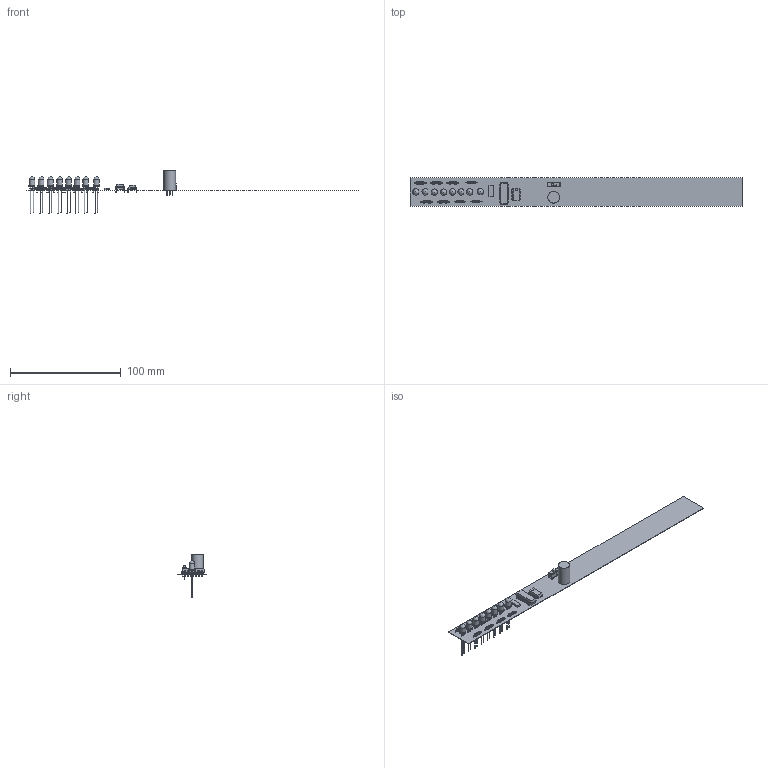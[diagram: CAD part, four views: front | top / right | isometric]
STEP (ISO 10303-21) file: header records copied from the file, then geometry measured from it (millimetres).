
FILE_DESCRIPTION(('Open CASCADE Model'),'2;1');
FILE_NAME('Open CASCADE Shape Model','2023-01-10T23:09:53',('Author'),( 'Open CASCADE'),'Open CASCADE STEP processor 6.8','Open CASCADE 6.8' ,'Unknown');
FILE_SCHEMA(('AUTOMOTIVE_DESIGN { 1 0 10303 214 1 1 1 1 }'));
Length unit declared in the file: millimetre
Products named in the file (42): PCB; Board; Open CASCADE STEP translator 6.8 1.1.1; U3; 2275174461568; Extruded; U2; DIP14-300; U1; CircuitWorks-DIP8; SW1; EG1218_RGB8421504; EG1218_Housing; EG1218_Actuator; EG1218A_Terminals; R8; User_Library-Res40-Axial_Short_0_25W-5_6K; R7; R6; R5; R4; R3; R2; R1; D8; C503B-GxS_-_5mm_Green_527nm; Bulb; Anode; Cathode; D7; D6; D5; D4; D3; D2; D1; C2; 2275174468608; Cylinder; BT3 ...
Assembly tree (55 placements, depth 4):
  PCB
    Board
      Open CASCADE STEP translator 6.8 1.1.1
    U3
      2275174461568
        Extruded
    U2
      DIP14-300
    U1
      CircuitWorks-DIP8
    SW1
      EG1218_RGB8421504
        EG1218_Housing
        EG1218_Actuator
        EG1218A_Terminals
    R8
      User_Library-Res40-Axial_Short_0_25W-5_6K
    R7
      User_Library-Res40-Axial_Short_0_25W-5_6K
    R6
      User_Library-Res40-Axial_Short_0_25W-5_6K
    R5
      User_Library-Res40-Axial_Short_0_25W-5_6K
    R4
      User_Library-Res40-Axial_Short_0_25W-5_6K
    R3
      User_Library-Res40-Axial_Short_0_25W-5_6K
    R2
      User_Library-Res40-Axial_Short_0_25W-5_6K
    R1
      User_Library-Res40-Axial_Short_0_25W-5_6K
    D8
      C503B-GxS_-_5mm_Green_527nm
        Bulb
        Anode
        Cathode
    D7
      C503B-GxS_-_5mm_Green_527nm
        Bulb
        Anode
        Cathode
    D6
      C503B-GxS_-_5mm_Green_527nm
        Bulb
        Anode
        Cathode
    D5
      C503B-GxS_-_5mm_Green_527nm
        Bulb
        Anode
        Cathode
    D4
      C503B-GxS_-_5mm_Green_527nm
        Bulb
        Anode
        Cathode
    D3
      C503B-GxS_-_5mm_Green_527nm
        Bulb
        Anode
Bounding box: 299.34 x 25.78 x 39.6 mm (x, y, z)
Volume: 7334.3 mm3; surface area: 20792.7 mm2
Topology: 40 solids, 40 shells, 1288 faces, 2887 edges, 1674 vertices
Faces by surface type: plane 773, cylinder 315, bspline 192, sphere 8
Full cylindrical faces by diameter (mm): 0.5 x32, 5 x8, 10.5 x1
Entity records: 21321 total; most frequent: CARTESIAN_POINT 3823, ORIENTED_EDGE 3308, DIRECTION 3205, EDGE_CURVE 1654, LINE 1431, VECTOR 1431, VERTEX_POINT 1037, AXIS2_PLACEMENT_3D 887
